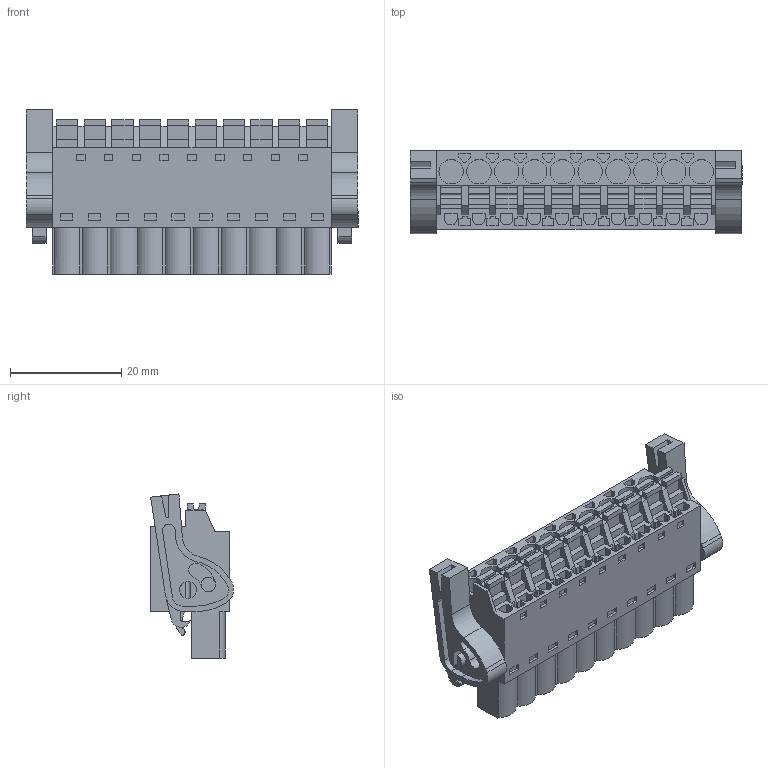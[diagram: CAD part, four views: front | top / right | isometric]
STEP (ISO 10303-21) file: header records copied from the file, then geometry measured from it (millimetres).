
FILE_DESCRIPTION(('CATIA V5 STEP Exchange','CAx-IF Rec.Pracs.--- Model Styling and Organization---1.2---2011-12-15'),'2;1');
FILE_NAME ('D1446682_0_1016430000_1016430000.stp','2017-04-27T13:17:46+00:00',('none'),('Weidmueller'),'CATIA Version 5-6 Release 2014','CATIA V5 STEP AP214','none');
FILE_SCHEMA(('AUTOMOTIVE_DESIGN { 1 0 10303 214 1 1 1 1 }'));
Length unit declared in the file: millimetre
Products named in the file (1): 1016430000
Bounding box: 59.7 x 14.96 x 29.52 mm (x, y, z)
Volume: 13648.7 mm3; surface area: 8531.6 mm2
Topology: 13 solids, 13 shells, 961 faces, 2765 edges, 1919 vertices
Faces by surface type: plane 817, cylinder 140, extrusion 4
Entity records: 29892 total; most frequent: CARTESIAN_POINT 5675, ORIENTED_EDGE 5530, DIRECTION 4023, EDGE_CURVE 2765, VECTOR 2446, LINE 2442, VERTEX_POINT 1919, EDGE_LOOP 1076
